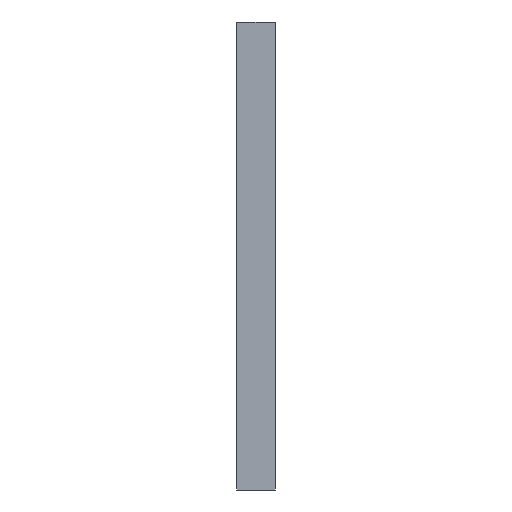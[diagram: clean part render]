
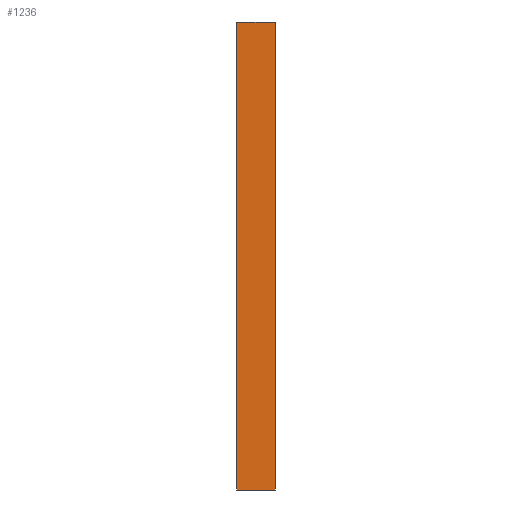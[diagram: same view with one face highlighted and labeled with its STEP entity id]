
A CAD part, left-side view. The second image highlights one B-rep face of the part: STEP entity #1236.
In plain terms, the highlighted planar face has unit normal (-1, 0, 0).
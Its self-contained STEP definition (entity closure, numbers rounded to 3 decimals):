
#66 = DIRECTION ( 'NONE',  ( 0., 0., 1. ) ) ;
#67 = VECTOR ( 'NONE', #66, 1000. ) ;
#68 = CARTESIAN_POINT ( 'NONE',  ( -37.846, -4.572, 0. ) ) ;
#69 = LINE ( 'NONE', #68, #67 ) ;
#70 = CARTESIAN_POINT ( 'NONE',  ( -37.846, -4.572, 55.88 ) ) ;
#125 = CARTESIAN_POINT ( 'NONE',  ( -37.846, 4.572, 55.88 ) ) ;
#667 = DIRECTION ( 'NONE',  ( 0., -1., 0. ) ) ;
#668 = VECTOR ( 'NONE', #667, 1000. ) ;
#669 = CARTESIAN_POINT ( 'NONE',  ( -37.846, 4.572, 55.88 ) ) ;
#670 = LINE ( 'NONE', #669, #668 ) ;
#685 = EDGE_CURVE ( 'NONE', #1264, #1089, #1332, .T. ) ;
#950 = EDGE_LOOP ( 'NONE', ( #951, #952, #954, #955 ) ) ;
#951 = ORIENTED_EDGE ( 'NONE', *, *, #1048, .T. ) ;
#952 = ORIENTED_EDGE ( 'NONE', *, *, #953, .F. ) ;
#953 = EDGE_CURVE ( 'NONE', #1089, #1046, #670, .T. ) ;
#954 = ORIENTED_EDGE ( 'NONE', *, *, #685, .F. ) ;
#955 = ORIENTED_EDGE ( 'NONE', *, *, #1245, .T. ) ;
#1046 = VERTEX_POINT ( 'NONE', #70 ) ;
#1048 = EDGE_CURVE ( 'NONE', #1243, #1046, #69, .T. ) ;
#1089 = VERTEX_POINT ( 'NONE', #125 ) ;
#1236 = ADVANCED_FACE ( 'NONE', ( #2232 ), #2254, .F. ) ;
#1243 = VERTEX_POINT ( 'NONE', #2275 ) ;
#1245 = EDGE_CURVE ( 'NONE', #1264, #1243, #2287, .T. ) ;
#1264 = VERTEX_POINT ( 'NONE', #2310 ) ;
#1329 = DIRECTION ( 'NONE',  ( 0., 0., 1. ) ) ;
#1330 = VECTOR ( 'NONE', #1329, 1000. ) ;
#1331 = CARTESIAN_POINT ( 'NONE',  ( -37.846, 4.572, 0. ) ) ;
#1332 = LINE ( 'NONE', #1331, #1330 ) ;
#2232 = FACE_OUTER_BOUND ( 'NONE', #950, .T. ) ;
#2250 = CARTESIAN_POINT ( 'NONE',  ( -37.846, 4.572, 0. ) ) ;
#2251 = AXIS2_PLACEMENT_3D ( 'NONE', #2250, #2253, #2252 ) ;
#2252 = DIRECTION ( 'NONE',  ( 0., 0., -1. ) ) ;
#2253 = DIRECTION ( 'NONE',  ( 1., 0., 0. ) ) ;
#2254 = PLANE ( 'NONE',  #2251 ) ;
#2267 = DIRECTION ( 'NONE',  ( 0., -1., 0. ) ) ;
#2268 = VECTOR ( 'NONE', #2267, 1000. ) ;
#2275 = CARTESIAN_POINT ( 'NONE',  ( -37.846, -4.572, -55.88 ) ) ;
#2286 = CARTESIAN_POINT ( 'NONE',  ( -37.846, 4.572, -55.88 ) ) ;
#2287 = LINE ( 'NONE', #2286, #2268 ) ;
#2310 = CARTESIAN_POINT ( 'NONE',  ( -37.846, 4.572, -55.88 ) ) ;
